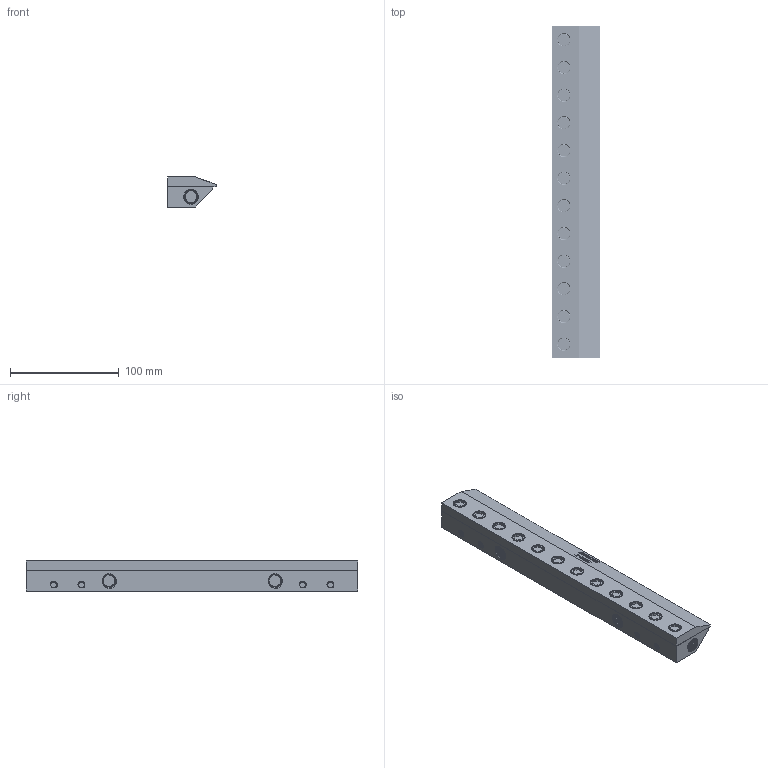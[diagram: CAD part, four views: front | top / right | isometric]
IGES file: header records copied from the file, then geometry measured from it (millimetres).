
Start section: START RECORD GO HERE.
Global section: file name: 10012-X_Mod.igs; native system: DASSAULT SYSTEMES CATIA V5 R20 - www.3ds.com; preprocessor: CATIA Version 5 Release 20 ; author: DESIGNENG; organization: DESIGNENG; date: 20150505.174623; units: millimetre
Bounding box: 44.45 x 304.8 x 27.56 mm (x, y, z)
Volume: 274785 mm3; surface area: 57951.1 mm2
Topology: 1 solids, 1 shells, 2225 faces, 5899 edges, 3745 vertices
Faces by surface type: bspline 1072, revolution 589, plane 337, extrusion 227
